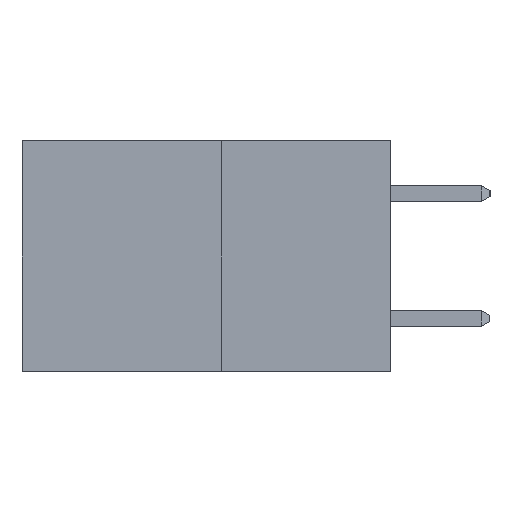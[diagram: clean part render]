
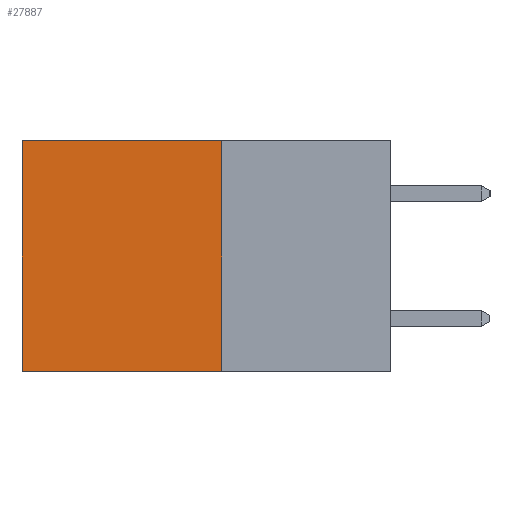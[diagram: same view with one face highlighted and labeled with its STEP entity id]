
A CAD part, left-side view. The second image highlights one B-rep face of the part: STEP entity #27887.
In plain terms, the highlighted planar face has unit normal (-1, 0, 0).
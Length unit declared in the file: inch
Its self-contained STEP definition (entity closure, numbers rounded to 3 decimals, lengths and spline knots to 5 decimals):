
#1244 = VERTEX_POINT ( 'NONE', #14447 ) ;
#1388 = EDGE_CURVE ( 'NONE', #1244, #18816, #2718, .T. ) ;
#1846 = AXIS2_PLACEMENT_3D ( 'NONE', #3120, #22113, #7975 ) ;
#2718 = LINE ( 'NONE', #7685, #24957 ) ;
#3120 = CARTESIAN_POINT ( 'NONE',  ( 0.277, 0.27, -0.37 ) ) ;
#4375 = CARTESIAN_POINT ( 'NONE',  ( 0.277, 0.27, -0.37 ) ) ;
#4880 = DIRECTION ( 'NONE',  ( 0., 0., -1. ) ) ;
#6036 = CARTESIAN_POINT ( 'NONE',  ( 0.277, 0.27, 0. ) ) ;
#6962 = ORIENTED_EDGE ( 'NONE', *, *, #15861, .F. ) ;
#7676 = VECTOR ( 'NONE', #18901, 39.37008 ) ;
#7685 = CARTESIAN_POINT ( 'NONE',  ( 0.277, 0.59, -0.37 ) ) ;
#7975 = DIRECTION ( 'NONE',  ( 0., 0., -1. ) ) ;
#9359 = EDGE_LOOP ( 'NONE', ( #27856, #6962, #25069, #9587 ) ) ;
#9587 = ORIENTED_EDGE ( 'NONE', *, *, #24007, .T. ) ;
#12900 = DIRECTION ( 'NONE',  ( 0., 0., -1. ) ) ;
#14336 = CARTESIAN_POINT ( 'NONE',  ( 0.277, 0.27, -0.37 ) ) ;
#14447 = CARTESIAN_POINT ( 'NONE',  ( 0.277, 0.59, 0. ) ) ;
#14685 = LINE ( 'NONE', #16416, #7676 ) ;
#15468 = LINE ( 'NONE', #14336, #27284 ) ;
#15511 = CARTESIAN_POINT ( 'NONE',  ( 0.277, 0.59, -0.37 ) ) ;
#15861 = EDGE_CURVE ( 'NONE', #16551, #18816, #18317, .T. ) ;
#16416 = CARTESIAN_POINT ( 'NONE',  ( 0.277, 0.27, 0. ) ) ;
#16551 = VERTEX_POINT ( 'NONE', #23195 ) ;
#17588 = VECTOR ( 'NONE', #28055, 39.37008 ) ;
#18317 = LINE ( 'NONE', #4375, #17588 ) ;
#18816 = VERTEX_POINT ( 'NONE', #15511 ) ;
#18901 = DIRECTION ( 'NONE',  ( 0., 1., 0. ) ) ;
#19486 = VERTEX_POINT ( 'NONE', #6036 ) ;
#19741 = PLANE ( 'NONE',  #1846 ) ;
#22113 = DIRECTION ( 'NONE',  ( 1., 0., 0. ) ) ;
#22794 = FACE_OUTER_BOUND ( 'NONE', #9359, .T. ) ;
#23195 = CARTESIAN_POINT ( 'NONE',  ( 0.277, 0.27, -0.37 ) ) ;
#23553 = EDGE_CURVE ( 'NONE', #19486, #16551, #15468, .T. ) ;
#24007 = EDGE_CURVE ( 'NONE', #19486, #1244, #14685, .T. ) ;
#24957 = VECTOR ( 'NONE', #12900, 39.37008 ) ;
#25069 = ORIENTED_EDGE ( 'NONE', *, *, #23553, .F. ) ;
#27284 = VECTOR ( 'NONE', #4880, 39.37008 ) ;
#27856 = ORIENTED_EDGE ( 'NONE', *, *, #1388, .T. ) ;
#27887 = ADVANCED_FACE ( 'NONE', ( #22794 ), #19741, .F. ) ;
#28055 = DIRECTION ( 'NONE',  ( 0., 1., 0. ) ) ;
